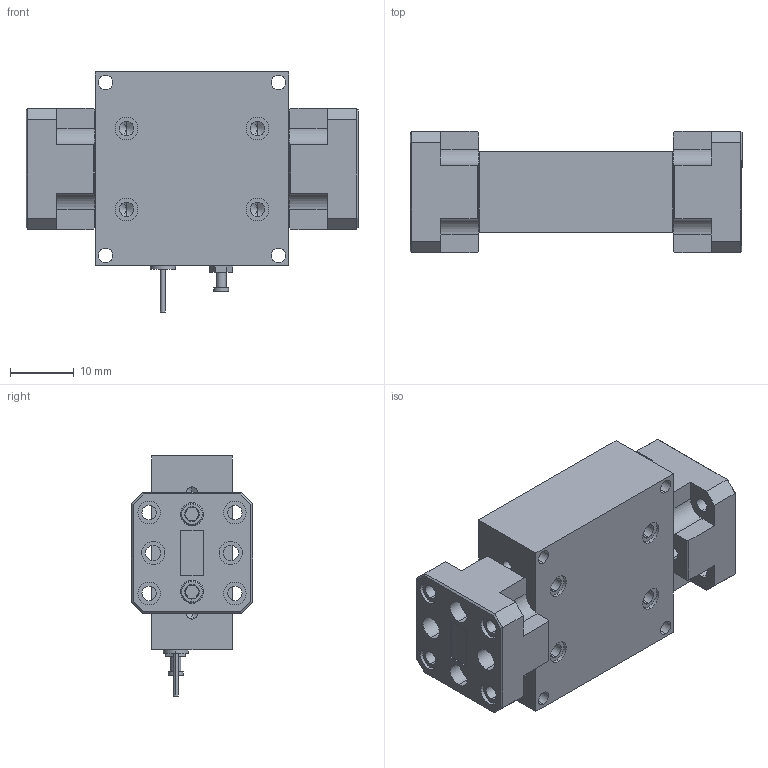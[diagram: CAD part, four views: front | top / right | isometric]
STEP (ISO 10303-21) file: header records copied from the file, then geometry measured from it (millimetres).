
FILE_DESCRIPTION (( 'STEP AP203' ), '1' );
FILE_NAME ('SBP-2734034526-2828-E1.STEP', '2019-07-10T18:51:10', ( '' ), ( '' ), 'SwSTEP 2.0', 'SolidWorks 2016', '' );
FILE_SCHEMA (( 'CONFIG_CONTROL_DESIGN' ));
Length unit declared in the file: inch
Products named in the file (1): SBP-2734034526-2828-E1
Bounding box: 52.17 x 19.05 x 37.72 mm (x, y, z)
Volume: 16812 mm3; surface area: 10844.4 mm2
Topology: 14 solids, 14 shells, 726 faces, 1801 edges, 1116 vertices
Faces by surface type: cylinder 288, plane 258, cone 166, bspline 14
Entity records: 26347 total; most frequent: CARTESIAN_POINT 9677, ORIENTED_EDGE 3482, DIRECTION 3402, EDGE_CURVE 1741, AXIS2_PLACEMENT_3D 1278, VERTEX_POINT 1116, EDGE_LOOP 849, LINE 846
